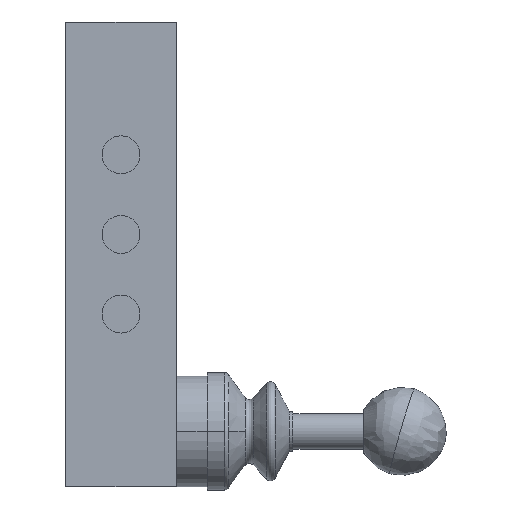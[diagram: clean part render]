
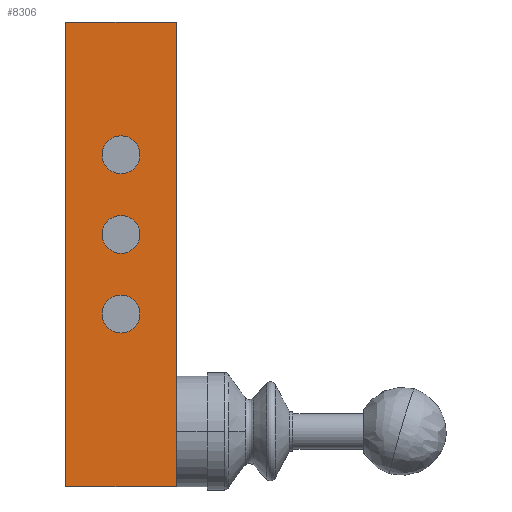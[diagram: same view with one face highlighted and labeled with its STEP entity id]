
A CAD part, front view. The second image highlights one B-rep face of the part: STEP entity #8306.
In plain terms, the highlighted planar face has unit normal (0, -1, 0).
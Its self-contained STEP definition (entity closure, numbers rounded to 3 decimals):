
#223 = EDGE_CURVE ( 'NONE', #1046, #672, #1891, .T. ) ;
#305 = VERTEX_POINT ( 'NONE', #2192 ) ;
#551 = EDGE_CURVE ( 'NONE', #672, #1155, #2921, .T. ) ;
#591 = VERTEX_POINT ( 'NONE', #3101 ) ;
#608 = VERTEX_POINT ( 'NONE', #3131 ) ;
#663 = EDGE_CURVE ( 'NONE', #305, #10905, #3482, .T. ) ;
#672 = VERTEX_POINT ( 'NONE', #3552 ) ;
#1046 = VERTEX_POINT ( 'NONE', #5128 ) ;
#1136 = EDGE_CURVE ( 'NONE', #591, #608, #5543, .T. ) ;
#1155 = VERTEX_POINT ( 'NONE', #5621 ) ;
#1164 = EDGE_CURVE ( 'NONE', #5629, #1296, #5662, .T. ) ;
#1296 = VERTEX_POINT ( 'NONE', #6364 ) ;
#1891 = LINE ( 'NONE', #1897, #1898 ) ;
#1897 = CARTESIAN_POINT ( 'NONE',  ( 12.5, -20., 0. ) ) ;
#1898 = VECTOR ( 'NONE', #1899, 1000. ) ;
#1899 = DIRECTION ( 'NONE',  ( 1., 0., 0. ) ) ;
#2192 = CARTESIAN_POINT ( 'NONE',  ( 0., -20., 70.717 ) ) ;
#2228 = EDGE_CURVE ( 'NONE', #1296, #5629, #7144, .T. ) ;
#2794 = EDGE_LOOP ( 'NONE', ( #3273, #3765 ) ) ;
#2921 = LINE ( 'NONE', #2922, #2923 ) ;
#2922 = CARTESIAN_POINT ( 'NONE',  ( 12.5, -20., 0. ) ) ;
#2923 = VECTOR ( 'NONE', #2924, 1000. ) ;
#2924 = DIRECTION ( 'NONE',  ( 0., 0., 1. ) ) ;
#3101 = CARTESIAN_POINT ( 'NONE',  ( 0., -20., 61.283 ) ) ;
#3131 = CARTESIAN_POINT ( 'NONE',  ( 0., -20., 52.717 ) ) ;
#3145 = VERTEX_POINT ( 'NONE', #7594 ) ;
#3181 = LINE ( 'NONE', #3182, #3186 ) ;
#3182 = CARTESIAN_POINT ( 'NONE',  ( -12.5, -20., 0. ) ) ;
#3186 = VECTOR ( 'NONE', #3187, 1000. ) ;
#3187 = DIRECTION ( 'NONE',  ( 0., 0., 1. ) ) ;
#3273 = ORIENTED_EDGE ( 'NONE', *, *, #5592, .T. ) ;
#3482 = CIRCLE ( 'NONE', #3483, 4.283 ) ;
#3483 = AXIS2_PLACEMENT_3D ( 'NONE', #3484, #3488, #3489 ) ;
#3484 = CARTESIAN_POINT ( 'NONE',  ( 0., -20., 75. ) ) ;
#3488 = DIRECTION ( 'NONE',  ( 0., 1., 0. ) ) ;
#3489 = DIRECTION ( 'NONE',  ( 0., 0., -1. ) ) ;
#3552 = CARTESIAN_POINT ( 'NONE',  ( 12.5, -20., 0. ) ) ;
#3765 = ORIENTED_EDGE ( 'NONE', *, *, #1136, .T. ) ;
#3961 = EDGE_CURVE ( 'NONE', #1155, #3145, #7949, .T. ) ;
#4143 = FACE_OUTER_BOUND ( 'NONE', #6456, .T. ) ;
#4144 = FACE_BOUND ( 'NONE', #10493, .T. ) ;
#4145 = FACE_BOUND ( 'NONE', #10927, .T. ) ;
#4146 = FACE_BOUND ( 'NONE', #2794, .T. ) ;
#4147 = PLANE ( 'NONE',  #4148 ) ;
#4148 = AXIS2_PLACEMENT_3D ( 'NONE', #4149, #4156, #4157 ) ;
#4149 = CARTESIAN_POINT ( 'NONE',  ( 12.5, -20., 0. ) ) ;
#4156 = DIRECTION ( 'NONE',  ( 0., -1., 0. ) ) ;
#4157 = DIRECTION ( 'NONE',  ( 0., 0., -1. ) ) ;
#5128 = CARTESIAN_POINT ( 'NONE',  ( -12.5, -20., 0. ) ) ;
#5543 = CIRCLE ( 'NONE', #5544, 4.283 ) ;
#5544 = AXIS2_PLACEMENT_3D ( 'NONE', #5545, #5546, #5551 ) ;
#5545 = CARTESIAN_POINT ( 'NONE',  ( 0., -20., 57. ) ) ;
#5546 = DIRECTION ( 'NONE',  ( 0., 1., 0. ) ) ;
#5551 = DIRECTION ( 'NONE',  ( 0., 0., -1. ) ) ;
#5592 = EDGE_CURVE ( 'NONE', #608, #591, #10048, .T. ) ;
#5621 = CARTESIAN_POINT ( 'NONE',  ( 12.5, -20., 105. ) ) ;
#5629 = VERTEX_POINT ( 'NONE', #10054 ) ;
#5662 = CIRCLE ( 'NONE', #5663, 4.283 ) ;
#5663 = AXIS2_PLACEMENT_3D ( 'NONE', #5664, #5665, #5666 ) ;
#5664 = CARTESIAN_POINT ( 'NONE',  ( 0., -20., 39. ) ) ;
#5665 = DIRECTION ( 'NONE',  ( 0., 1., 0. ) ) ;
#5666 = DIRECTION ( 'NONE',  ( 0., 0., -1. ) ) ;
#6364 = CARTESIAN_POINT ( 'NONE',  ( 0., -20., 43.283 ) ) ;
#6456 = EDGE_LOOP ( 'NONE', ( #6927, #7808, #8311, #8827 ) ) ;
#6471 = CIRCLE ( 'NONE', #6472, 4.283 ) ;
#6472 = AXIS2_PLACEMENT_3D ( 'NONE', #6479, #6480, #6481 ) ;
#6479 = CARTESIAN_POINT ( 'NONE',  ( 0., -20., 75. ) ) ;
#6480 = DIRECTION ( 'NONE',  ( 0., 1., 0. ) ) ;
#6481 = DIRECTION ( 'NONE',  ( 0., 0., -1. ) ) ;
#6509 = CARTESIAN_POINT ( 'NONE',  ( 0., -20., 79.283 ) ) ;
#6927 = ORIENTED_EDGE ( 'NONE', *, *, #7277, .F. ) ;
#7144 = CIRCLE ( 'NONE', #7145, 4.283 ) ;
#7145 = AXIS2_PLACEMENT_3D ( 'NONE', #7146, #7147, #7148 ) ;
#7146 = CARTESIAN_POINT ( 'NONE',  ( 0., -20., 39. ) ) ;
#7147 = DIRECTION ( 'NONE',  ( 0., 1., 0. ) ) ;
#7148 = DIRECTION ( 'NONE',  ( 0., 0., -1. ) ) ;
#7277 = EDGE_CURVE ( 'NONE', #1046, #3145, #3181, .T. ) ;
#7594 = CARTESIAN_POINT ( 'NONE',  ( -12.5, -20., 105. ) ) ;
#7808 = ORIENTED_EDGE ( 'NONE', *, *, #223, .T. ) ;
#7949 = LINE ( 'NONE', #7950, #7951 ) ;
#7950 = CARTESIAN_POINT ( 'NONE',  ( 12.5, -20., 105. ) ) ;
#7951 = VECTOR ( 'NONE', #7952, 1000. ) ;
#7952 = DIRECTION ( 'NONE',  ( -1., 0., 0. ) ) ;
#8306 = ADVANCED_FACE ( 'NONE', ( #4143, #4144, #4145, #4146 ), #4147, .T. ) ;
#8311 = ORIENTED_EDGE ( 'NONE', *, *, #551, .T. ) ;
#8827 = ORIENTED_EDGE ( 'NONE', *, *, #3961, .T. ) ;
#10048 = CIRCLE ( 'NONE', #10049, 4.283 ) ;
#10049 = AXIS2_PLACEMENT_3D ( 'NONE', #10050, #10051, #10052 ) ;
#10050 = CARTESIAN_POINT ( 'NONE',  ( 0., -20., 57. ) ) ;
#10051 = DIRECTION ( 'NONE',  ( 0., 1., 0. ) ) ;
#10052 = DIRECTION ( 'NONE',  ( 0., 0., -1. ) ) ;
#10054 = CARTESIAN_POINT ( 'NONE',  ( 0., -20., 34.717 ) ) ;
#10493 = EDGE_LOOP ( 'NONE', ( #10776, #10867 ) ) ;
#10776 = ORIENTED_EDGE ( 'NONE', *, *, #663, .T. ) ;
#10867 = ORIENTED_EDGE ( 'NONE', *, *, #10885, .T. ) ;
#10885 = EDGE_CURVE ( 'NONE', #10905, #305, #6471, .T. ) ;
#10905 = VERTEX_POINT ( 'NONE', #6509 ) ;
#10927 = EDGE_LOOP ( 'NONE', ( #11017, #11136 ) ) ;
#11017 = ORIENTED_EDGE ( 'NONE', *, *, #1164, .T. ) ;
#11136 = ORIENTED_EDGE ( 'NONE', *, *, #2228, .T. ) ;
